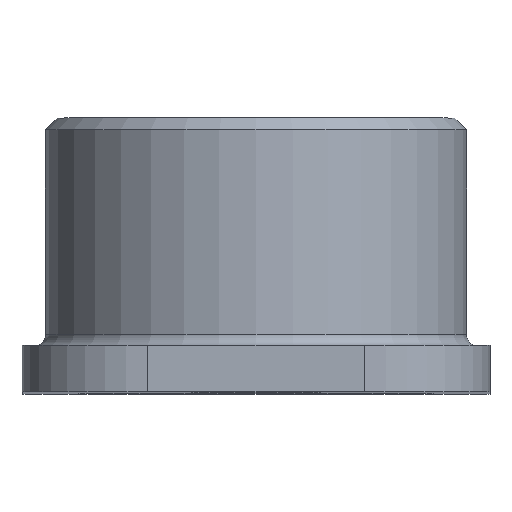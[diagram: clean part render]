
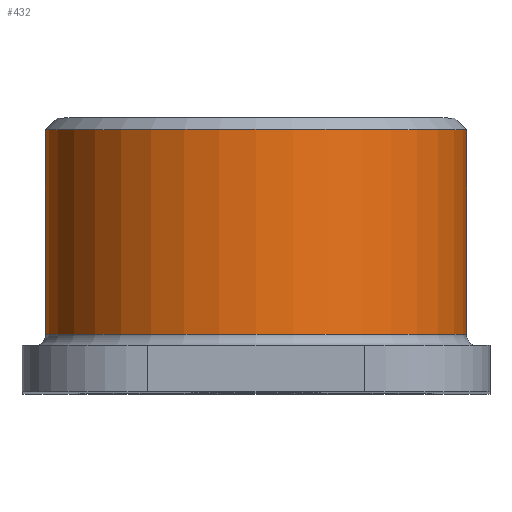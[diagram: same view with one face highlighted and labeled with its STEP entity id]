
A CAD part, top view. The second image highlights one B-rep face of the part: STEP entity #432.
In plain terms, the highlighted cylindrical face has radius 18 mm (diameter 36 mm), a full revolution.
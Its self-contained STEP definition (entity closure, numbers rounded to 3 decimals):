
#35=LINE('',#680,#71);
#71=VECTOR('',#544,18.);
#107=CYLINDRICAL_SURFACE('',#480,18.);
#118=FACE_OUTER_BOUND('',#142,.T.);
#142=EDGE_LOOP('',(#309,#310,#311,#312,#313,#314));
#172=CIRCLE('',#476,18.);
#175=CIRCLE('',#479,18.);
#176=CIRCLE('',#481,18.);
#177=CIRCLE('',#482,18.);
#199=VERTEX_POINT('',#668);
#200=VERTEX_POINT('',#669);
#202=VERTEX_POINT('',#676);
#203=VERTEX_POINT('',#677);
#241=EDGE_CURVE('',#199,#200,#172,.T.);
#244=EDGE_CURVE('',#200,#199,#175,.T.);
#245=EDGE_CURVE('',#202,#203,#176,.T.);
#246=EDGE_CURVE('',#203,#202,#177,.T.);
#247=EDGE_CURVE('',#203,#199,#35,.T.);
#309=ORIENTED_EDGE('',*,*,#245,.F.);
#310=ORIENTED_EDGE('',*,*,#246,.F.);
#311=ORIENTED_EDGE('',*,*,#247,.T.);
#312=ORIENTED_EDGE('',*,*,#244,.F.);
#313=ORIENTED_EDGE('',*,*,#241,.F.);
#314=ORIENTED_EDGE('',*,*,#247,.F.);
#432=ADVANCED_FACE('',(#118),#107,.T.);
#476=AXIS2_PLACEMENT_3D('',#670,#530,#531);
#479=AXIS2_PLACEMENT_3D('',#674,#536,#537);
#480=AXIS2_PLACEMENT_3D('',#675,#538,#539);
#481=AXIS2_PLACEMENT_3D('',#678,#540,#541);
#482=AXIS2_PLACEMENT_3D('',#679,#542,#543);
#530=DIRECTION('center_axis',(0.,-1.,0.));
#531=DIRECTION('ref_axis',(-1.,0.,0.));
#536=DIRECTION('center_axis',(0.,-1.,0.));
#537=DIRECTION('ref_axis',(-1.,0.,0.));
#538=DIRECTION('center_axis',(0.,1.,0.));
#539=DIRECTION('ref_axis',(1.,0.,0.));
#540=DIRECTION('center_axis',(0.,1.,0.));
#541=DIRECTION('ref_axis',(-1.,0.,0.));
#542=DIRECTION('center_axis',(0.,1.,0.));
#543=DIRECTION('ref_axis',(-1.,0.,0.));
#544=DIRECTION('',(0.,-1.,0.));
#668=CARTESIAN_POINT('',(-18.,1.,0.));
#669=CARTESIAN_POINT('',(0.,1.,18.));
#670=CARTESIAN_POINT('Origin',(0.,1.,0.));
#674=CARTESIAN_POINT('Origin',(0.,1.,0.));
#675=CARTESIAN_POINT('Origin',(0.,0.,0.));
#676=CARTESIAN_POINT('',(18.,18.5,0.));
#677=CARTESIAN_POINT('',(-18.,18.5,0.));
#678=CARTESIAN_POINT('Origin',(0.,18.5,0.));
#679=CARTESIAN_POINT('Origin',(0.,18.5,0.));
#680=CARTESIAN_POINT('',(-18.,0.,0.));
